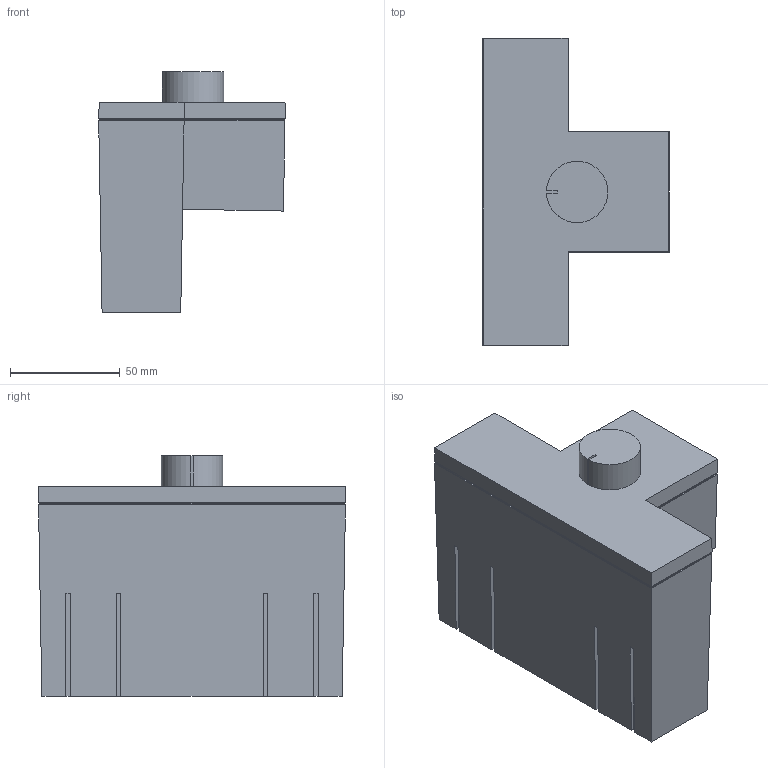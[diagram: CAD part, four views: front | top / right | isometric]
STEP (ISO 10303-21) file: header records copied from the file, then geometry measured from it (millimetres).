
FILE_DESCRIPTION(('STEP AP214'),'1');
FILE_NAME('cctmp_16B53A66-BB11-45F1-8D33-A8643444BAB6_2024_11_28_08_27_15_0945_19792..stp','2024-11-28T07:27:16',('Bosch Rexroth AG'),('CADClick - www.CADClick.com'),'Spatial InterOp 3D',' ','unknown authorization - (Healing Option Enabled)');
FILE_SCHEMA(('AUTOMOTIVE_DESIGN'));
Length unit declared in the file: millimetre
Products named in the file (1): 2024_11_28_08_27_15_0929
Bounding box: 85.03 x 139.98 x 109.75 mm (x, y, z)
Volume: 623740.1 mm3; surface area: 60429 mm2
Topology: 1 solids, 1 shells, 117 faces, 329 edges, 216 vertices
Faces by surface type: plane 115, cylinder 2
Entity records: 4647 total; most frequent: CARTESIAN_POINT 663, ORIENTED_EDGE 658, DIRECTION 569, EDGE_CURVE 329, LINE 325, VECTOR 325, VERTEX_POINT 216, AXIS2_PLACEMENT_3D 122
